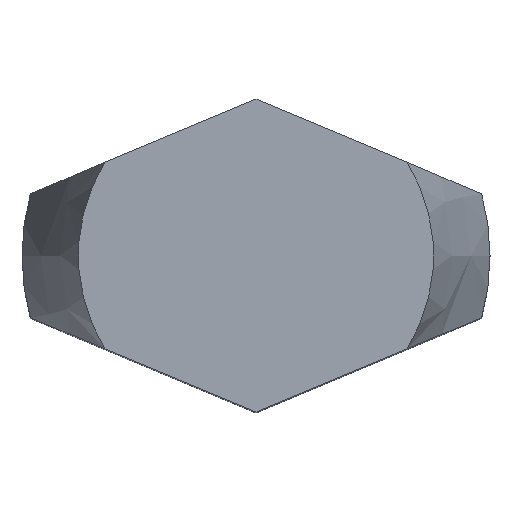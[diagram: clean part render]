
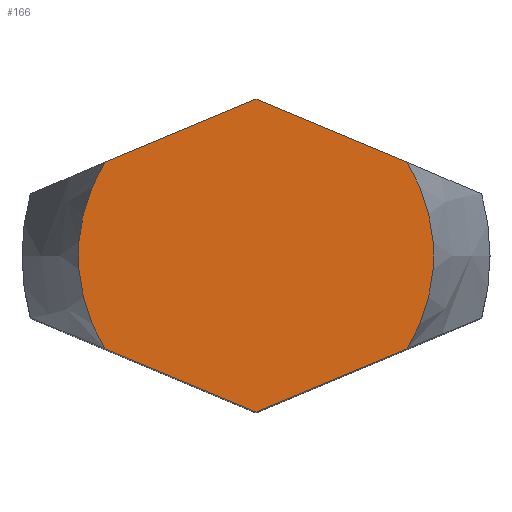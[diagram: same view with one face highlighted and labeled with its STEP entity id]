
A CAD part, top view. The second image highlights one B-rep face of the part: STEP entity #166.
In plain terms, the highlighted planar face has unit normal (0, 0, 1).
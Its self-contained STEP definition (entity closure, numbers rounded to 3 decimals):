
#96=VERTEX_POINT('',#256);
#100=EDGE_CURVE('',#228,#118,#260,.T.);
#118=VERTEX_POINT('',#279);
#120=EDGE_CURVE('',#118,#194,#281,.T.);
#128=EDGE_CURVE('',#196,#152,#290,.T.);
#152=VERTEX_POINT('',#316);
#154=EDGE_CURVE('',#152,#96,#318,.T.);
#162=EDGE_CURVE('',#194,#196,#326,.T.);
#166=ADVANCED_FACE('',(#331),#332,.T.);
#194=VERTEX_POINT('',#362);
#196=VERTEX_POINT('',#364);
#208=EDGE_CURVE('',#96,#228,#378,.T.);
#228=VERTEX_POINT('',#403);
#256=CARTESIAN_POINT('',(0.0,6.682,25.0));
#260=CIRCLE('',#428,7.588);
#279=CARTESIAN_POINT('',(-6.461,-3.98,25.0));
#281=LINE('',#453,#454);
#290=CIRCLE('',#474,7.588);
#316=CARTESIAN_POINT('',(6.461,3.98,25.0));
#318=LINE('',#522,#523);
#326=LINE('',#536,#537);
#331=FACE_OUTER_BOUND('',#542,.T.);
#332=PLANE('',#543);
#362=CARTESIAN_POINT('',(0.0,-6.682,25.0));
#364=CARTESIAN_POINT('',(6.461,-3.98,25.0));
#378=LINE('',#614,#615);
#403=CARTESIAN_POINT('',(-6.461,3.98,25.0));
#428=AXIS2_PLACEMENT_3D('',#672,#673,#674);
#453=CARTESIAN_POINT('',(-5.514,-4.376,25.0));
#454=VECTOR('',#692,1.0);
#474=AXIS2_PLACEMENT_3D('',#701,#702,#703);
#522=CARTESIAN_POINT('',(6.864,3.811,25.0));
#523=VECTOR('',#728,1.0);
#536=CARTESIAN_POINT('',(0.514,-6.467,25.0));
#537=VECTOR('',#731,1.0);
#542=EDGE_LOOP('',(#739,#740,#741,#742,#743,#744));
#543=AXIS2_PLACEMENT_3D('',#745,#746,#747);
#614=CARTESIAN_POINT('',(-1.864,5.902,25.0));
#615=VECTOR('',#797,1.0);
#672=CARTESIAN_POINT('',(0.,0.,25.0));
#673=DIRECTION('',(0.0,0.0,1.0));
#674=DIRECTION('',(0.,-1.0,0.0));
#692=DIRECTION('',(0.923,-0.386,0.0));
#701=CARTESIAN_POINT('',(0.,0.,25.0));
#702=DIRECTION('',(0.0,0.0,1.0));
#703=DIRECTION('',(0.,-1.0,0.0));
#728=DIRECTION('',(-0.923,0.386,0.0));
#731=DIRECTION('',(0.923,0.386,0.0));
#739=ORIENTED_EDGE('',*,*,#120,.T.);
#740=ORIENTED_EDGE('',*,*,#162,.T.);
#741=ORIENTED_EDGE('',*,*,#128,.T.);
#742=ORIENTED_EDGE('',*,*,#154,.T.);
#743=ORIENTED_EDGE('',*,*,#208,.T.);
#744=ORIENTED_EDGE('',*,*,#100,.T.);
#745=CARTESIAN_POINT('',(0.,-3.794,25.0));
#746=DIRECTION('',(0.0,0.0,1.0));
#747=DIRECTION('',(0.,-1.0,0.0));
#797=DIRECTION('',(-0.923,-0.386,0.0));
